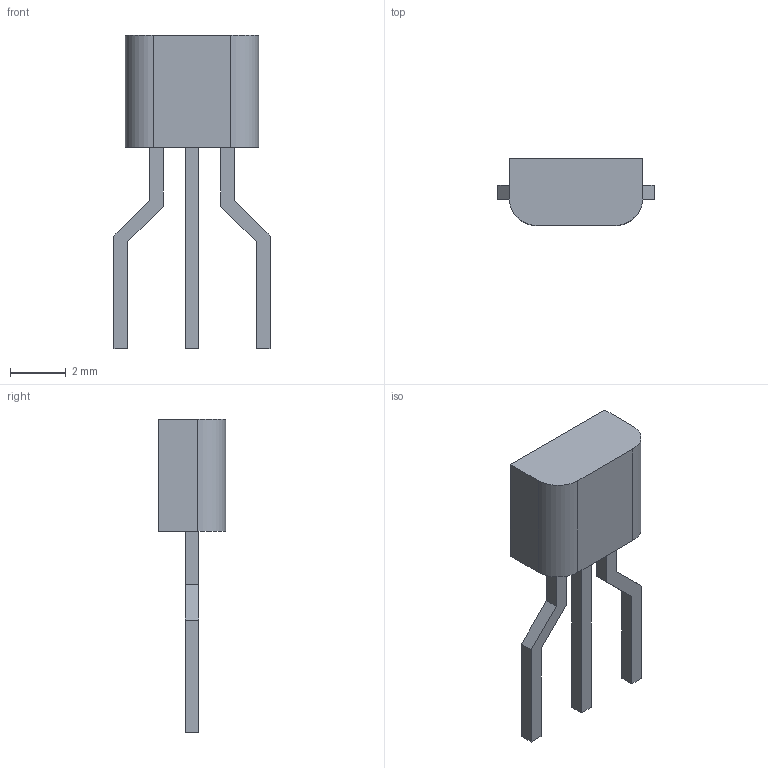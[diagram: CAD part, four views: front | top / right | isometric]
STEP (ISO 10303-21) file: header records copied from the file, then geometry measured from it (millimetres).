
FILE_DESCRIPTION((''),'2;1');
FILE_NAME('IST_TO92.stp','2014-09-24T14:23:24',(''),(''),'Mechanical Desktop 2011','Mechanical Desktop 2011',', , ');
FILE_SCHEMA(('AUTOMOTIVE_DESIGN { 1 2 10303 214 1 1 1 1 }'));
Length unit declared in the file: millimetre
Products named in the file (1): Product
Bounding box: 5.58 x 2.41 x 11.21 mm (x, y, z)
Volume: 49.9 mm3; surface area: 122.6 mm2
Topology: 4 solids, 4 shells, 34 faces, 78 edges, 52 vertices
Faces by surface type: plane 32, cylinder 2
Entity records: 995 total; most frequent: CARTESIAN_POINT 165, ORIENTED_EDGE 156, DIRECTION 152, EDGE_CURVE 78, VECTOR 74, LINE 74, VERTEX_POINT 52, AXIS2_PLACEMENT_3D 39
